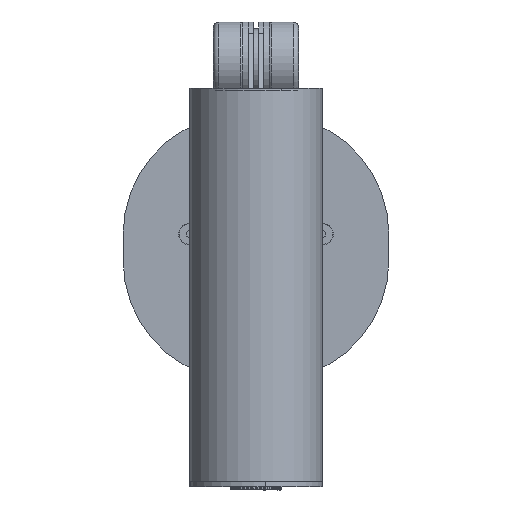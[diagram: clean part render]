
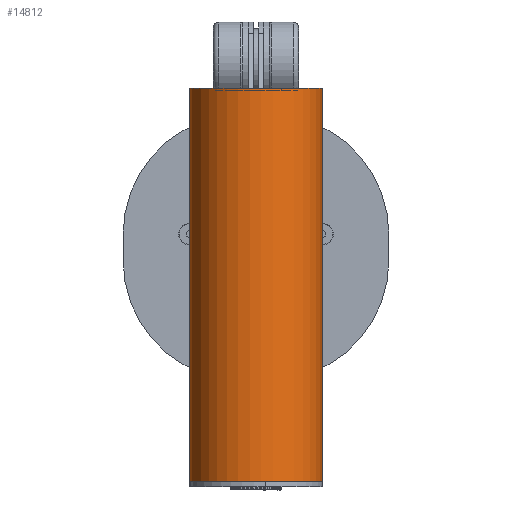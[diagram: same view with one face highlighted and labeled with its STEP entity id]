
A CAD part, left-side view. The second image highlights one B-rep face of the part: STEP entity #14812.
In plain terms, the highlighted cylindrical face has radius 25 mm (diameter 50 mm), a full revolution.
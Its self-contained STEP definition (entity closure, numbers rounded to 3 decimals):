
#14812=ADVANCED_FACE('',(#29032,#29033),#29034,.T.);
#29032=FACE_OUTER_BOUND('',#62351,.T.);
#29033=FACE_OUTER_BOUND('',#62352,.T.);
#29034=CYLINDRICAL_SURFACE('',#62353,25.0);
#62351=EDGE_LOOP('',(#100161));
#62352=EDGE_LOOP('',(#100162));
#62353=AXIS2_PLACEMENT_3D('',#100163,#100164,#100165);
#100161=ORIENTED_EDGE('',*,*,#116281,.T.);
#100162=ORIENTED_EDGE('',*,*,#116283,.T.);
#100163=CARTESIAN_POINT('',(0.0,0.0,0.0));
#100164=DIRECTION('',(0.0,0.0,-1.0));
#100165=DIRECTION('',(-1.0,0.0,0.0));
#116281=EDGE_CURVE('',#139100,#139100,#139101,.T.);
#116283=EDGE_CURVE('',#139103,#139103,#139104,.F.);
#139100=VERTEX_POINT('',#178530);
#139101=CIRCLE('',#178531,25.0);
#139103=VERTEX_POINT('',#178533);
#139104=CIRCLE('',#178534,25.0);
#178530=CARTESIAN_POINT('',(-25.0,0.0,0.0));
#178531=AXIS2_PLACEMENT_3D('',#199233,#199234,#199235);
#178533=CARTESIAN_POINT('',(-25.0,0.,-148.0));
#178534=AXIS2_PLACEMENT_3D('',#199236,#199237,#199238);
#199233=CARTESIAN_POINT('',(0.0,0.0,0.0));
#199234=DIRECTION('',(0.0,0.0,-1.0));
#199235=DIRECTION('',(-1.0,0.0,0.0));
#199236=CARTESIAN_POINT('',(0.0,0.0,-148.0));
#199237=DIRECTION('',(0.0,0.0,-1.0));
#199238=DIRECTION('',(-1.0,0.0,0.0));
